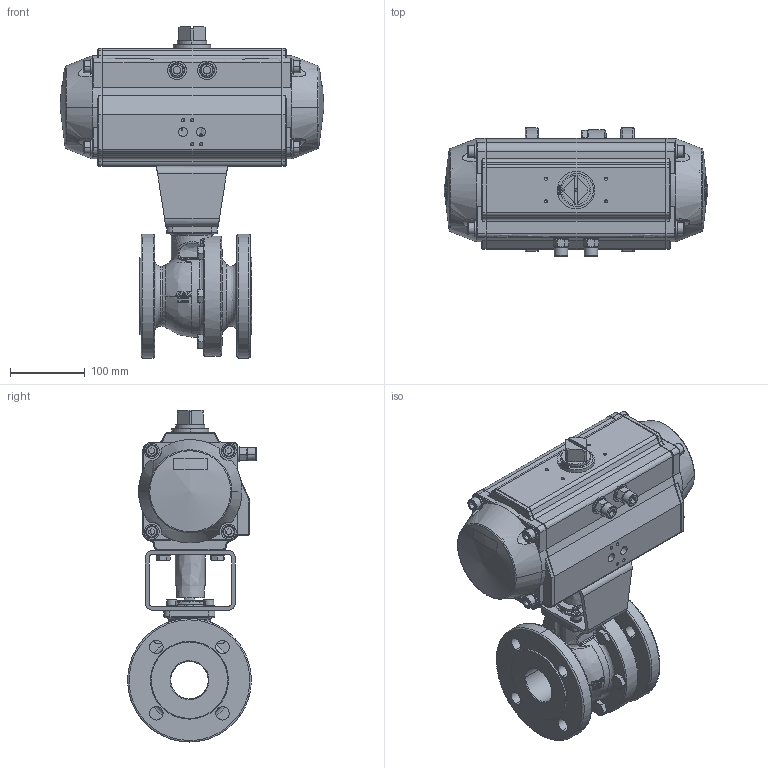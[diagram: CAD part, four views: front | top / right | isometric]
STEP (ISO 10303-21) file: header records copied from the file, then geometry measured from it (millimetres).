
FILE_DESCRIPTION (('STEP'), '1');
FILE_NAME ('NFA16-06-0804-5-125.stp', '2025-06-05T10:38:03', ('Unknown'), ('Unknown'), 'HarmonyWare STEP v2.1.9', 'HarmonyWare Translators', '');
FILE_SCHEMA (('CONFIG_CONTROL_DESIGN'));
Length unit declared in the file: millimetre
Products named in the file (5): kugelhahn; konsole; antrieb
Assembly tree (4 placements, depth 2):
  (unnamed)
    kugelhahn
    konsole
    konsole
    antrieb
Bounding box: 352 x 171.56 x 443.08 mm (x, y, z)
Volume: 4510894.2 mm3; surface area: 760300.4 mm2
Topology: 6 solids, 43 shells, 2564 faces, 6565 edges, 4232 vertices
Faces by surface type: bspline 2564
Entity records: 120373 total; most frequent: CARTESIAN_POINT 62411, ORIENTED_EDGE 13076, EDGE_CURVE 6538, VERTEX_POINT 4276, B_SPLINE_CURVE_WITH_KNOTS 3314, EDGE_LOOP 2898, COLOUR_RGB 2567, FILL_AREA_STYLE_COLOUR 2567
